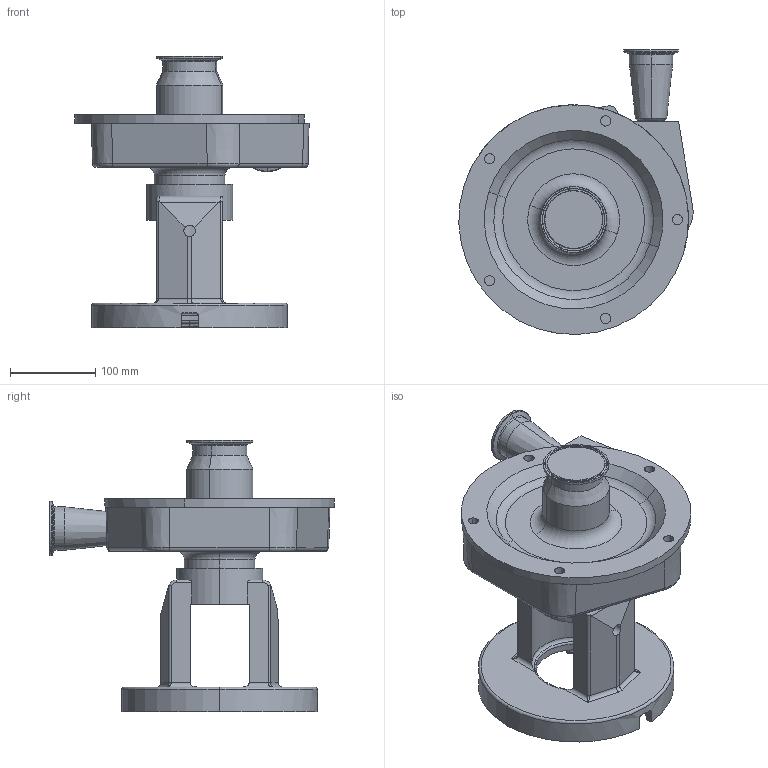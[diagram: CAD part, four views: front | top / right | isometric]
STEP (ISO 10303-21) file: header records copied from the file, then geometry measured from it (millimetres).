
FILE_DESCRIPTION (( 'STEP AP214' ), '1' );
FILE_NAME ('FPX 1741-1742 250TC VERT.STEP', '2022-12-16T15:55:11', ( '' ), ( '' ), 'SwSTEP 2.0', 'SolidWorks 2021', '' );
FILE_SCHEMA (( 'AUTOMOTIVE_DESIGN' ));
Length unit declared in the file: millimetre
Products named in the file (2): FPX 1741-1742 250TC VERT; FPX 1740 250TC VERT ^1275000085.STEP
Assembly tree (1 placements, depth 2):
  FPX 1741-1742 250TC VERT
    FPX 1740 250TC VERT ^1275000085.STEP
Bounding box: 275.42 x 334.92 x 319.5 mm (x, y, z)
Volume: 4047399.1 mm3; surface area: 493188 mm2
Topology: 1 solids, 2 shells, 331 faces, 778 edges, 456 vertices
Faces by surface type: cylinder 117, torus 92, plane 63, cone 33, bspline 19, sphere 7
Entity records: 16474 total; most frequent: CARTESIAN_POINT 8857, DIRECTION 1703, ORIENTED_EDGE 1540, EDGE_CURVE 770, AXIS2_PLACEMENT_3D 729, VERTEX_POINT 455, CIRCLE 413, EDGE_LOOP 349
